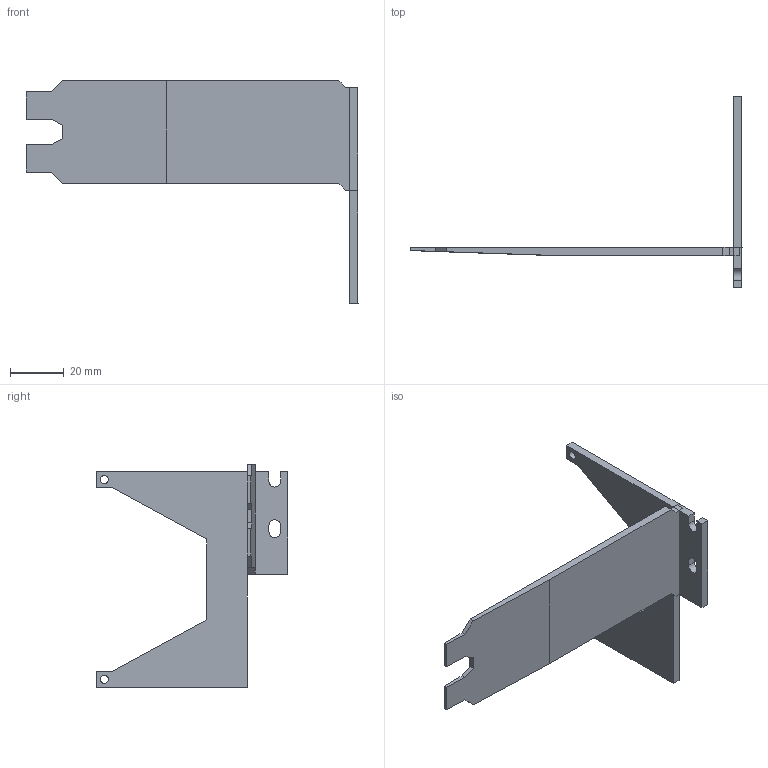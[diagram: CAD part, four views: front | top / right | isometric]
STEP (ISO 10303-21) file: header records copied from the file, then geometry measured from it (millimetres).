
FILE_DESCRIPTION(('FreeCAD Model'),'2;1');
FILE_NAME('Open CASCADE Shape Model','2024-01-30T09:13:29',(''),(''), 'Open CASCADE STEP processor 7.6','FreeCAD','Unknown');
FILE_SCHEMA(('AUTOMOTIVE_DESIGN { 1 0 10303 214 1 1 1 1 }'));
Length unit declared in the file: millimetre
Products named in the file (4): ASS; BASE_001; FIX_VIS_001; LEFT_001
Assembly tree (3 placements, depth 2):
  ASS
    BASE_001
    FIX_VIS_001
    LEFT_001
Bounding box: 123 x 71 x 82.54 mm (x, y, z)
Volume: 20468.3 mm3; surface area: 16885.7 mm2
Topology: 3 solids, 3 shells, 49 faces, 129 edges, 86 vertices
Faces by surface type: plane 44, cylinder 5
Full cylindrical faces by diameter (mm): 3 x2
Entity records: 3254 total; most frequent: CARTESIAN_POINT 546, DIRECTION 483, LINE 347, VECTOR 347, ORIENTED_EDGE 258, PCURVE 258, DEFINITIONAL_REPRESENTATION 258, EDGE_CURVE 129
